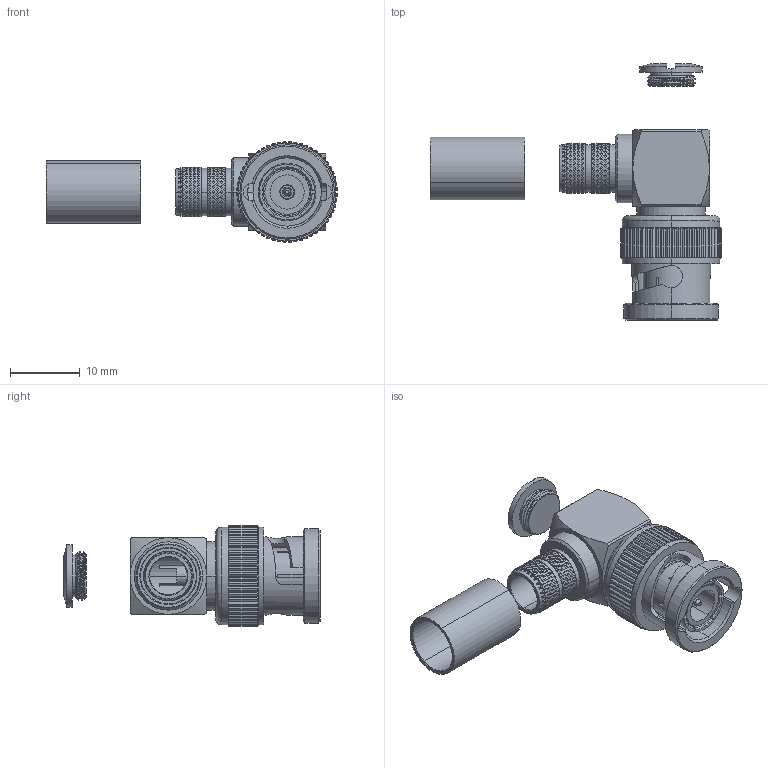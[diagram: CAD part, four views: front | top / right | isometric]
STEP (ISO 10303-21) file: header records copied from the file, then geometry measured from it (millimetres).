
FILE_DESCRIPTION (( 'STEP AP203' ), '1' );
FILE_NAME ('BNC-LP-5HFA.STEP', '2025-03-10T02:03:11', ( '' ), ( '' ), 'SwSTEP 2.0', 'SolidWorks 2022', '' );
FILE_SCHEMA (( 'CONFIG_CONTROL_DESIGN' ));
Length unit declared in the file: millimetre
Products named in the file (1): BNC-LP-5HFA
Bounding box: 41.73 x 36.73 x 14.44 mm (x, y, z)
Volume: 3137.6 mm3; surface area: 4084.1 mm2
Topology: 3 solids, 5 shells, 2757 faces, 7122 edges, 4596 vertices
Faces by surface type: bspline 1688, cylinder 527, plane 304, torus 126, cone 112
Entity records: 238224 total; most frequent: CARTESIAN_POINT 191734, ORIENTED_EDGE 14244, EDGE_CURVE 7122, DIRECTION 4807, VERTEX_POINT 4596, EDGE_LOOP 2992, ADVANCED_FACE 2757, FACE_OUTER_BOUND 2757
